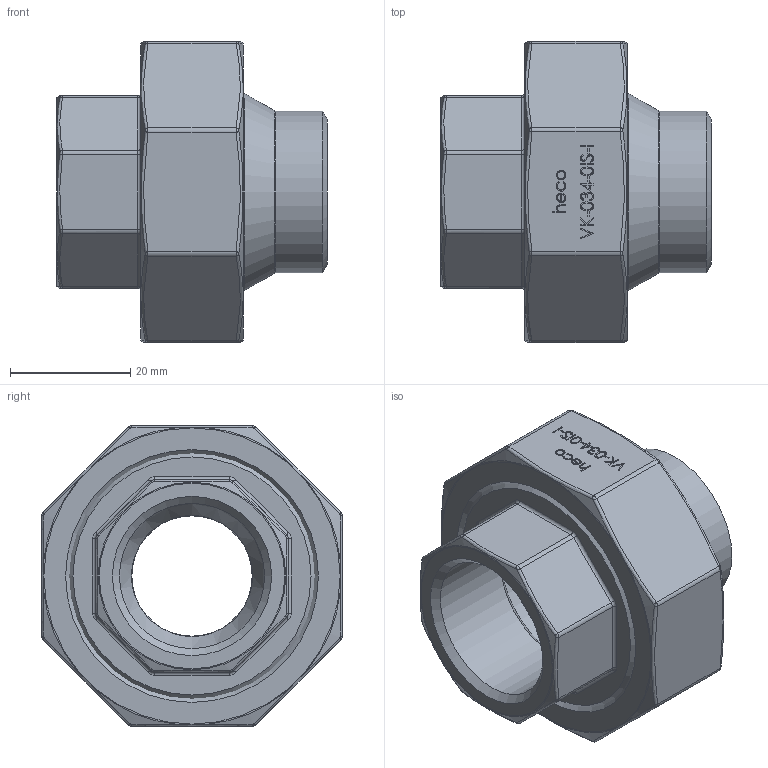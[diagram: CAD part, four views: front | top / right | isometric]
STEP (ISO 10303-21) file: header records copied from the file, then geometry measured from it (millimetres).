
FILE_DESCRIPTION (( 'STEP AP214' ), '1' );
FILE_NAME ('VK-034-0IS-I Verschraubung konisch 2202.STEP', '2022-02-03T12:10:22', ( '' ), ( '' ), 'SwSTEP 2.0', 'SolidWorks 2019', '' );
FILE_SCHEMA (( 'AUTOMOTIVE_DESIGN' ));
Length unit declared in the file: millimetre
Products named in the file (1): VK-034-0IS-I Verschraubung konisch 2202
Bounding box: 45 x 50 x 50 mm (x, y, z)
Volume: 34612.6 mm3; surface area: 18046.4 mm2
Topology: 3 solids, 3 shells, 355 faces, 879 edges, 528 vertices
Faces by surface type: bspline 145, plane 119, cylinder 34, torus 30, cone 27
Full cylindrical faces by diameter (mm): 20 x1, 24.117 x1, 26.9 x1, 28 x2, 36 x1, 36.5 x1, 39.5 x1, 39.84 x1, 42 x1
Entity records: 19463 total; most frequent: CARTESIAN_POINT 8534, ORIENTED_EDGE 1588, DIRECTION 1059, EDGE_CURVE 794, VERTEX_POINT 516, EDGE_LOOP 432, FACE_OUTER_BOUND 387, AXIS2_PLACEMENT_3D 361
